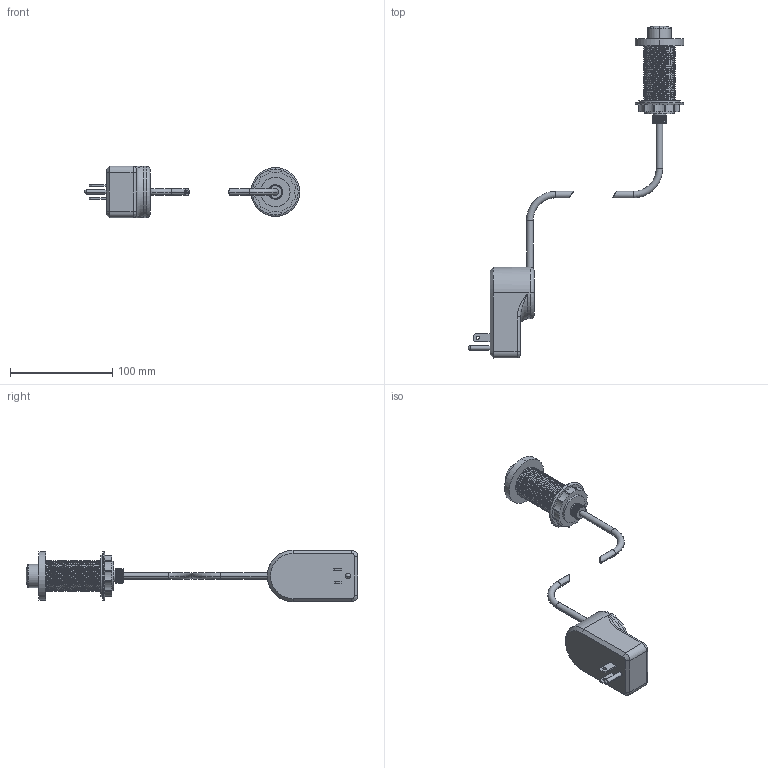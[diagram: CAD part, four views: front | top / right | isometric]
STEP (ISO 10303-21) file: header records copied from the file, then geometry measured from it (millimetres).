
FILE_DESCRIPTION((''),'2;1');
FILE_NAME('1500-5811','2021-10-05T11:27:58',('rsmith'),(''),'CREO PARAMETRIC BY PTC INC, 2018400','CREO PARAMETRIC BY PTC INC, 2018400','');
FILE_SCHEMA(('AUTOMOTIVE_DESIGN { 1 0 10303 214 1 1 1 1 }'));
Length unit declared in the file: inch
Products named in the file (1): 1500-5811
Bounding box: 211.15 x 325.22 x 50.55 mm (x, y, z)
Volume: 227199 mm3; surface area: 43669.4 mm2
Topology: 3 solids, 3 shells, 463 faces, 1215 edges, 786 vertices
Faces by surface type: plane 253, cylinder 148, bspline 37, torus 15, cone 6, sphere 4
Entity records: 38158 total; most frequent: CARTESIAN_POINT 18041, ORIENTED_EDGE 2422, DIRECTION 2039, PRESENTATION_STYLE_ASSIGNMENT 1661, STYLED_ITEM 1214, CURVE_STYLE 1211, EDGE_CURVE 1211, FILL_AREA_STYLE_COLOUR 869
